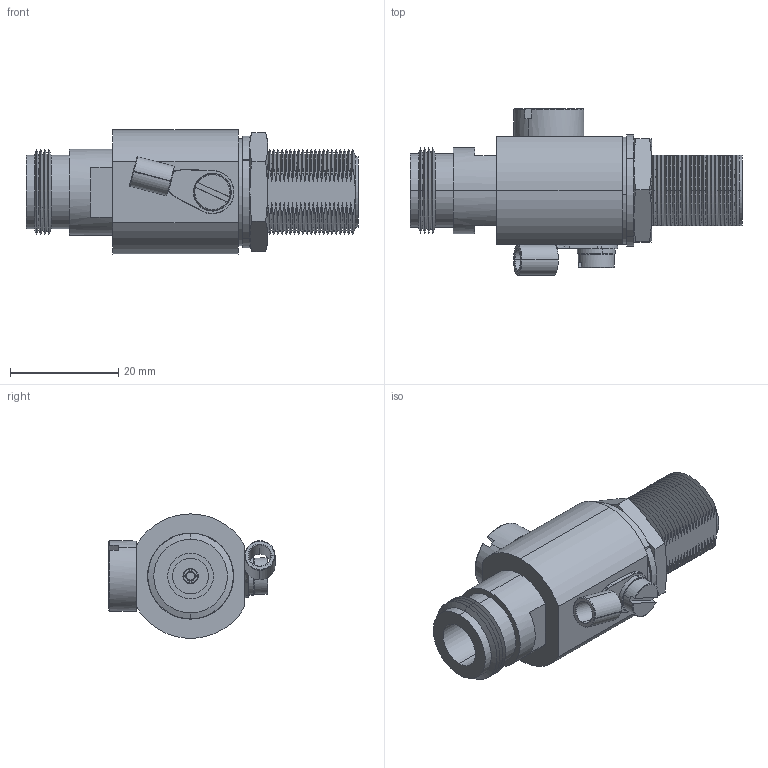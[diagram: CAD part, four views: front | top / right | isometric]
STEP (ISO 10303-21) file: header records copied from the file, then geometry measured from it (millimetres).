
FILE_DESCRIPTION (( 'STEP AP214' ), '1' );
FILE_NAME ('AL6-NFNFBW-9.STEP', '2018-10-25T19:29:31', ( '' ), ( '' ), 'SwSTEP 2.0', 'SolidWorks 2017', '' );
FILE_SCHEMA (( 'AUTOMOTIVE_DESIGN' ));
Length unit declared in the file: inch
Products named in the file (12): AL6-NFNFBW-9-MA2; AL6-NFNFBW-9-MA3; AL6-NFNFBW-9-MA11; AL6-NFNFBW-9-MA10; AL6-NFNFBW-9-MA5; AL6-NFNFBW-9-MA6; AL6-NFNFBW-9-MA4; AL6-NFNFBW-9-MA8; AL6-NFNFBW-9-MA7; AL6-NFNFBW-9; AL6-NFNFBW-9-MA1; AL6-NFNFBW-9-MA9
Assembly tree (11 placements, depth 2):
  AL6-NFNFBW-9
    AL6-NFNFBW-9-MA1
    AL6-NFNFBW-9-MA3
    AL6-NFNFBW-9-MA2
    AL6-NFNFBW-9-MA5
    AL6-NFNFBW-9-MA4
    AL6-NFNFBW-9-MA6
    AL6-NFNFBW-9-MA8
    AL6-NFNFBW-9-MA7
    AL6-NFNFBW-9-MA9
    AL6-NFNFBW-9-MA10
    AL6-NFNFBW-9-MA11
Bounding box: 61.37 x 30.71 x 22.97 mm (x, y, z)
Volume: 15559 mm3; surface area: 10051.8 mm2
Topology: 12 solids, 12 shells, 846 faces, 2185 edges, 1381 vertices
Faces by surface type: plane 315, cone 234, cylinder 176, torus 99, bspline 22
Entity records: 29284 total; most frequent: CARTESIAN_POINT 7591, ORIENTED_EDGE 4370, DIRECTION 4251, EDGE_CURVE 2185, AXIS2_PLACEMENT_3D 1660, VERTEX_POINT 1381, LINE 931, VECTOR 931
